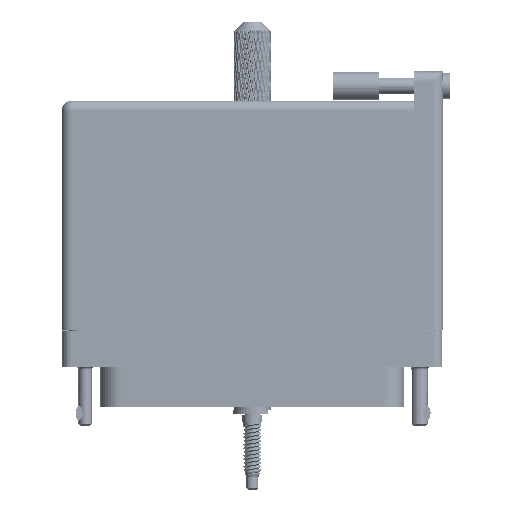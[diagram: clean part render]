
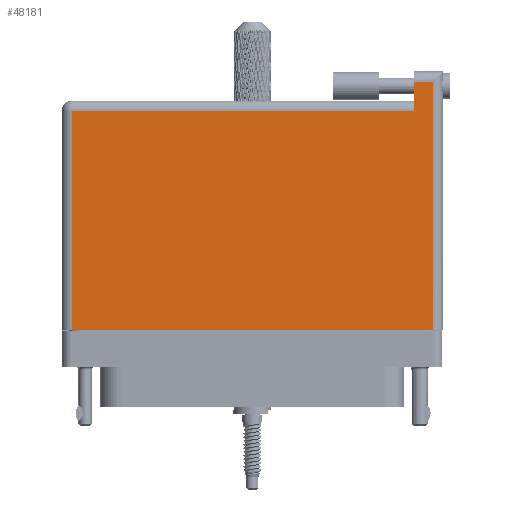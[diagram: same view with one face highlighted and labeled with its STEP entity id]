
A CAD part, front view. The second image highlights one B-rep face of the part: STEP entity #48181.
In plain terms, the highlighted face is planar.
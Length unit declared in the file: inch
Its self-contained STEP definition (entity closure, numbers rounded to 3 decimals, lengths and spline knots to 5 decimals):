
#1272 = EDGE_LOOP ( 'NONE', ( #67139, #49297, #43746, #78674, #34276, #76080 ) ) ;
#2593 = LINE ( 'NONE', #94649, #97471 ) ;
#3829 = VECTOR ( 'NONE', #122979, 39.37008 ) ;
#11902 = CARTESIAN_POINT ( 'NONE',  ( 1.103, 1.596, 0.4495 ) ) ;
#13663 = DIRECTION ( 'NONE',  ( 1., 0., 0. ) ) ;
#13894 = DIRECTION ( 'NONE',  ( -1., 0., 0. ) ) ;
#22417 = CARTESIAN_POINT ( 'NONE',  ( -1.3, 1.396, 0.4495 ) ) ;
#25424 = AXIS2_PLACEMENT_3D ( 'NONE', #104611, #65702, #25530 ) ;
#25530 = DIRECTION ( 'NONE',  ( -1., 0., 0. ) ) ;
#26361 = VERTEX_POINT ( 'NONE', #118412 ) ;
#29065 = VERTEX_POINT ( 'NONE', #48375 ) ;
#31019 = VERTEX_POINT ( 'NONE', #64780 ) ;
#33098 = EDGE_CURVE ( 'NONE', #31019, #29065, #51858, .T. ) ;
#34095 = CARTESIAN_POINT ( 'NONE',  ( 1.103, 1.666, 0.4495 ) ) ;
#34276 = ORIENTED_EDGE ( 'NONE', *, *, #33098, .T. ) ;
#36069 = DIRECTION ( 'NONE',  ( 0., -1., 0. ) ) ;
#39821 = VERTEX_POINT ( 'NONE', #90591 ) ;
#42739 = CARTESIAN_POINT ( 'NONE',  ( -1.3, -0.1, 0.4495 ) ) ;
#43746 = ORIENTED_EDGE ( 'NONE', *, *, #80630, .T. ) ;
#46607 = EDGE_CURVE ( 'NONE', #39821, #26361, #119448, .T. ) ;
#48181 = ADVANCED_FACE ( 'NONE', ( #99378 ), #84663, .F. ) ;
#48375 = CARTESIAN_POINT ( 'NONE',  ( -1.23, 1.396, 0.4495 ) ) ;
#49297 = ORIENTED_EDGE ( 'NONE', *, *, #51956, .T. ) ;
#51858 = LINE ( 'NONE', #22417, #71802 ) ;
#51956 = EDGE_CURVE ( 'NONE', #26361, #112455, #110899, .T. ) ;
#53613 = CARTESIAN_POINT ( 'NONE',  ( -1.3, 1.596, 0.4495 ) ) ;
#59639 = VERTEX_POINT ( 'NONE', #11902 ) ;
#64780 = CARTESIAN_POINT ( 'NONE',  ( 1.103, 1.396, 0.4495 ) ) ;
#65209 = LINE ( 'NONE', #34095, #112554 ) ;
#65702 = DIRECTION ( 'NONE',  ( 0., 0., -1. ) ) ;
#67139 = ORIENTED_EDGE ( 'NONE', *, *, #46607, .T. ) ;
#67466 = VECTOR ( 'NONE', #13663, 39.37008 ) ;
#71802 = VECTOR ( 'NONE', #13894, 39.37008 ) ;
#72035 = EDGE_CURVE ( 'NONE', #29065, #39821, #2593, .T. ) ;
#73570 = LINE ( 'NONE', #53613, #93477 ) ;
#76080 = ORIENTED_EDGE ( 'NONE', *, *, #72035, .T. ) ;
#77541 = CARTESIAN_POINT ( 'NONE',  ( 1.23, 1.596, 0.4495 ) ) ;
#78674 = ORIENTED_EDGE ( 'NONE', *, *, #119413, .T. ) ;
#80630 = EDGE_CURVE ( 'NONE', #112455, #59639, #73570, .T. ) ;
#83752 = DIRECTION ( 'NONE',  ( 0., -1., 0. ) ) ;
#84112 = DIRECTION ( 'NONE',  ( -1., 0., 0. ) ) ;
#84663 = PLANE ( 'NONE',  #25424 ) ;
#90591 = CARTESIAN_POINT ( 'NONE',  ( -1.23, -0.1, 0.4495 ) ) ;
#93477 = VECTOR ( 'NONE', #84112, 39.37008 ) ;
#94649 = CARTESIAN_POINT ( 'NONE',  ( -1.23, -0.1, 0.4495 ) ) ;
#94848 = CARTESIAN_POINT ( 'NONE',  ( 1.23, 1.666, 0.4495 ) ) ;
#97471 = VECTOR ( 'NONE', #36069, 39.37008 ) ;
#99378 = FACE_OUTER_BOUND ( 'NONE', #1272, .T. ) ;
#104611 = CARTESIAN_POINT ( 'NONE',  ( -1.3, 1.466, 0.4495 ) ) ;
#110899 = LINE ( 'NONE', #94848, #3829 ) ;
#112455 = VERTEX_POINT ( 'NONE', #77541 ) ;
#112554 = VECTOR ( 'NONE', #83752, 39.37008 ) ;
#118412 = CARTESIAN_POINT ( 'NONE',  ( 1.23, -0.1, 0.4495 ) ) ;
#119413 = EDGE_CURVE ( 'NONE', #59639, #31019, #65209, .T. ) ;
#119448 = LINE ( 'NONE', #42739, #67466 ) ;
#122979 = DIRECTION ( 'NONE',  ( 0., 1., 0. ) ) ;
